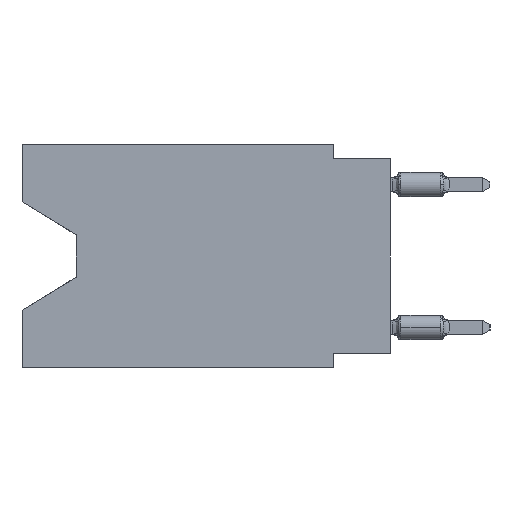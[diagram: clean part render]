
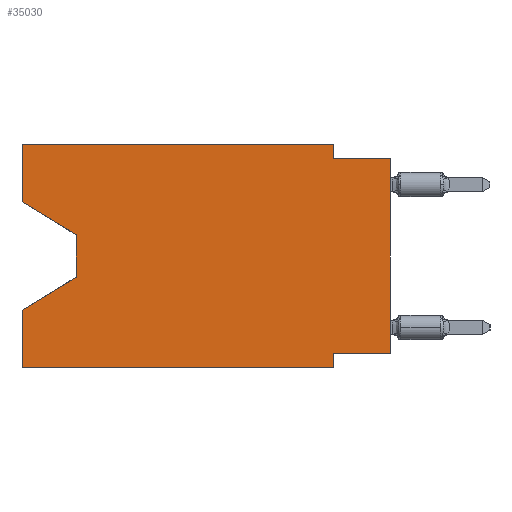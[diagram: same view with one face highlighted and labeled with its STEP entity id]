
A CAD part, left-side view. The second image highlights one B-rep face of the part: STEP entity #35030.
In plain terms, the highlighted planar face has unit normal (-1, 0, 0).
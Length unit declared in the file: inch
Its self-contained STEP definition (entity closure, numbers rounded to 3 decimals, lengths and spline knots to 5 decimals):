
#768 = ORIENTED_EDGE ( 'NONE', *, *, #2352, .F. ) ;
#1033 = CARTESIAN_POINT ( 'NONE',  ( 0., 0.55, -0.232 ) ) ;
#1060 = CARTESIAN_POINT ( 'NONE',  ( 0., 0.645, -0.39 ) ) ;
#1399 = CARTESIAN_POINT ( 'NONE',  ( 0., 0.55, -0.158 ) ) ;
#1522 = ORIENTED_EDGE ( 'NONE', *, *, #25923, .F. ) ;
#2301 = VECTOR ( 'NONE', #12564, 39.37008 ) ;
#2352 = EDGE_CURVE ( 'NONE', #18435, #8314, #17393, .T. ) ;
#2705 = PLANE ( 'NONE',  #13469 ) ;
#2806 = VERTEX_POINT ( 'NONE', #20213 ) ;
#3140 = EDGE_CURVE ( 'NONE', #14285, #19018, #15274, .T. ) ;
#3463 = ORIENTED_EDGE ( 'NONE', *, *, #10025, .T. ) ;
#4111 = VECTOR ( 'NONE', #4378, 39.37008 ) ;
#4378 = DIRECTION ( 'NONE',  ( 0., 0., -1. ) ) ;
#4854 = LINE ( 'NONE', #12764, #24238 ) ;
#5082 = EDGE_LOOP ( 'NONE', ( #3463, #6988, #25620, #28124, #25441, #17549, #29814, #16304, #768, #16060, #11468, #1522 ) ) ;
#6410 = DIRECTION ( 'NONE',  ( 0., 0., -1. ) ) ;
#6838 = CARTESIAN_POINT ( 'NONE',  ( 0., 0., -0.365 ) ) ;
#6988 = ORIENTED_EDGE ( 'NONE', *, *, #18300, .T. ) ;
#7236 = CARTESIAN_POINT ( 'NONE',  ( 0., 0.645, -0.28975 ) ) ;
#8314 = VERTEX_POINT ( 'NONE', #17399 ) ;
#8957 = DIRECTION ( 'NONE',  ( 0., -1., 0. ) ) ;
#9015 = VECTOR ( 'NONE', #31216, 39.37008 ) ;
#9136 = LINE ( 'NONE', #1060, #22114 ) ;
#9346 = CARTESIAN_POINT ( 'NONE',  ( 0., 0.1, -0.39 ) ) ;
#9599 = EDGE_CURVE ( 'NONE', #21903, #18435, #28544, .T. ) ;
#9927 = CARTESIAN_POINT ( 'NONE',  ( 0., 0.1, 0. ) ) ;
#10025 = EDGE_CURVE ( 'NONE', #33653, #23695, #11921, .T. ) ;
#10786 = FACE_OUTER_BOUND ( 'NONE', #5082, .T. ) ;
#11468 = ORIENTED_EDGE ( 'NONE', *, *, #25845, .F. ) ;
#11921 = LINE ( 'NONE', #28680, #9015 ) ;
#12345 = DIRECTION ( 'NONE',  ( 0., 0., -1. ) ) ;
#12510 = VERTEX_POINT ( 'NONE', #27007 ) ;
#12564 = DIRECTION ( 'NONE',  ( 0., 0.855, -0.519 ) ) ;
#12764 = CARTESIAN_POINT ( 'NONE',  ( 0., 0.645, 0. ) ) ;
#13155 = CARTESIAN_POINT ( 'NONE',  ( 0., 0., 0. ) ) ;
#13469 = AXIS2_PLACEMENT_3D ( 'NONE', #27194, #35490, #13490 ) ;
#13490 = DIRECTION ( 'NONE',  ( 0., 0., -1. ) ) ;
#13874 = VECTOR ( 'NONE', #22112, 39.37008 ) ;
#14267 = CARTESIAN_POINT ( 'NONE',  ( 0., 0.1, -0.365 ) ) ;
#14285 = VERTEX_POINT ( 'NONE', #1033 ) ;
#15274 = LINE ( 'NONE', #23030, #2301 ) ;
#15337 = DIRECTION ( 'NONE',  ( 0., 0., 1. ) ) ;
#15908 = CARTESIAN_POINT ( 'NONE',  ( 0., 0.645, 0. ) ) ;
#16060 = ORIENTED_EDGE ( 'NONE', *, *, #9599, .F. ) ;
#16173 = LINE ( 'NONE', #19602, #13874 ) ;
#16304 = ORIENTED_EDGE ( 'NONE', *, *, #32220, .T. ) ;
#17139 = VECTOR ( 'NONE', #20343, 39.37008 ) ;
#17393 = LINE ( 'NONE', #22430, #18344 ) ;
#17399 = CARTESIAN_POINT ( 'NONE',  ( 0., 0., -0.025 ) ) ;
#17549 = ORIENTED_EDGE ( 'NONE', *, *, #25375, .F. ) ;
#17885 = LINE ( 'NONE', #29035, #4111 ) ;
#18300 = EDGE_CURVE ( 'NONE', #23695, #14285, #26069, .T. ) ;
#18344 = VECTOR ( 'NONE', #33418, 39.37008 ) ;
#18374 = DIRECTION ( 'NONE',  ( 0., -1., 0. ) ) ;
#18435 = VERTEX_POINT ( 'NONE', #32164 ) ;
#19018 = VERTEX_POINT ( 'NONE', #7236 ) ;
#19469 = LINE ( 'NONE', #15908, #31300 ) ;
#19562 = EDGE_CURVE ( 'NONE', #25764, #30426, #23575, .T. ) ;
#19602 = CARTESIAN_POINT ( 'NONE',  ( 0., 0.645, 0. ) ) ;
#20213 = CARTESIAN_POINT ( 'NONE',  ( 0., 0.645, -0.39 ) ) ;
#20343 = DIRECTION ( 'NONE',  ( 0., 1., 0. ) ) ;
#21903 = VERTEX_POINT ( 'NONE', #9927 ) ;
#22040 = VECTOR ( 'NONE', #15337, 39.37008 ) ;
#22112 = DIRECTION ( 'NONE',  ( 0., 0., 1. ) ) ;
#22114 = VECTOR ( 'NONE', #8957, 39.37008 ) ;
#22430 = CARTESIAN_POINT ( 'NONE',  ( 0., 0., -0.025 ) ) ;
#23030 = CARTESIAN_POINT ( 'NONE',  ( 0., 0.55, -0.232 ) ) ;
#23575 = LINE ( 'NONE', #28803, #17139 ) ;
#23695 = VERTEX_POINT ( 'NONE', #26030 ) ;
#24238 = VECTOR ( 'NONE', #18374, 39.37008 ) ;
#25375 = EDGE_CURVE ( 'NONE', #30426, #32426, #17885, .T. ) ;
#25441 = ORIENTED_EDGE ( 'NONE', *, *, #34009, .T. ) ;
#25620 = ORIENTED_EDGE ( 'NONE', *, *, #3140, .T. ) ;
#25764 = VERTEX_POINT ( 'NONE', #6838 ) ;
#25845 = EDGE_CURVE ( 'NONE', #12510, #21903, #4854, .T. ) ;
#25923 = EDGE_CURVE ( 'NONE', #33653, #12510, #16173, .T. ) ;
#26030 = CARTESIAN_POINT ( 'NONE',  ( 0., 0.55, -0.158 ) ) ;
#26069 = LINE ( 'NONE', #1399, #29727 ) ;
#27007 = CARTESIAN_POINT ( 'NONE',  ( 0., 0.645, 0. ) ) ;
#27194 = CARTESIAN_POINT ( 'NONE',  ( 0., 0.645, 0. ) ) ;
#28124 = ORIENTED_EDGE ( 'NONE', *, *, #33550, .F. ) ;
#28544 = LINE ( 'NONE', #33603, #35194 ) ;
#28680 = CARTESIAN_POINT ( 'NONE',  ( 0., 0.645, -0.10025 ) ) ;
#28803 = CARTESIAN_POINT ( 'NONE',  ( 0., 0., -0.365 ) ) ;
#29035 = CARTESIAN_POINT ( 'NONE',  ( 0., 0.1, -0.39 ) ) ;
#29390 = LINE ( 'NONE', #13155, #22040 ) ;
#29727 = VECTOR ( 'NONE', #12345, 39.37008 ) ;
#29814 = ORIENTED_EDGE ( 'NONE', *, *, #19562, .F. ) ;
#30426 = VERTEX_POINT ( 'NONE', #14267 ) ;
#31216 = DIRECTION ( 'NONE',  ( 0., -0.855, -0.519 ) ) ;
#31300 = VECTOR ( 'NONE', #32476, 39.37008 ) ;
#31503 = CARTESIAN_POINT ( 'NONE',  ( 0., 0.645, -0.10025 ) ) ;
#32164 = CARTESIAN_POINT ( 'NONE',  ( 0., 0.1, -0.025 ) ) ;
#32220 = EDGE_CURVE ( 'NONE', #25764, #8314, #29390, .T. ) ;
#32426 = VERTEX_POINT ( 'NONE', #9346 ) ;
#32476 = DIRECTION ( 'NONE',  ( 0., 0., 1. ) ) ;
#33418 = DIRECTION ( 'NONE',  ( 0., -1., 0. ) ) ;
#33550 = EDGE_CURVE ( 'NONE', #2806, #19018, #19469, .T. ) ;
#33603 = CARTESIAN_POINT ( 'NONE',  ( 0., 0.1, 0. ) ) ;
#33653 = VERTEX_POINT ( 'NONE', #31503 ) ;
#34009 = EDGE_CURVE ( 'NONE', #2806, #32426, #9136, .T. ) ;
#35030 = ADVANCED_FACE ( 'NONE', ( #10786 ), #2705, .F. ) ;
#35194 = VECTOR ( 'NONE', #6410, 39.37008 ) ;
#35490 = DIRECTION ( 'NONE',  ( 1., 0., 0. ) ) ;
